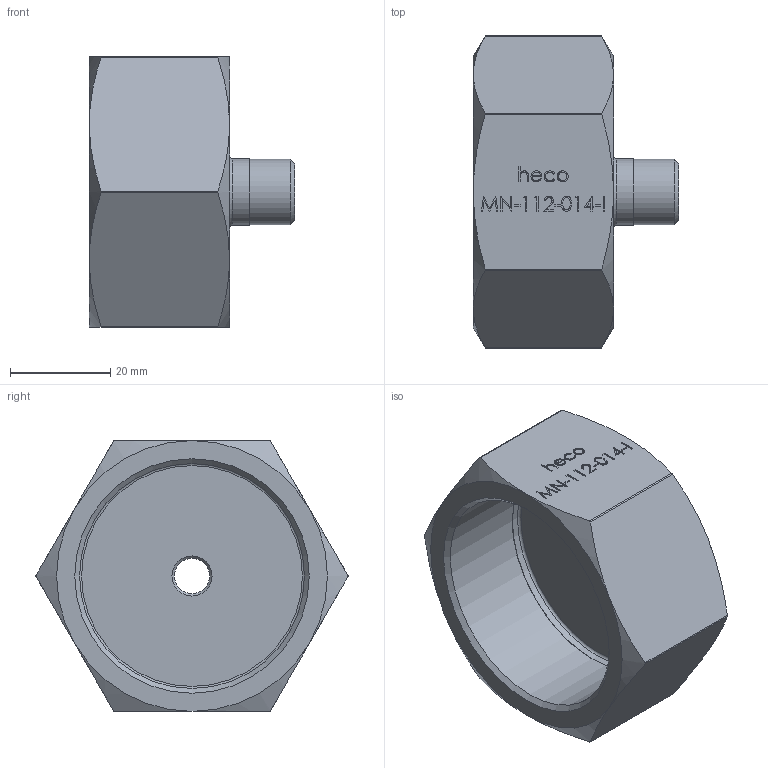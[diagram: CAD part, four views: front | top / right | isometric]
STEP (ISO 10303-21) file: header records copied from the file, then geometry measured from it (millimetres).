
FILE_DESCRIPTION (( 'STEP AP214' ), '1' );
FILE_NAME ('heco_MN-112-014-I.STEP', '2016-06-21T07:32:34', ( '' ), ( '' ), 'SwSTEP 2.0', 'SolidWorks 2011', '' );
FILE_SCHEMA (( 'AUTOMOTIVE_DESIGN' ));
Length unit declared in the file: millimetre
Products named in the file (1): heco_MN-112-014-I
Bounding box: 41 x 62.26 x 54 mm (x, y, z)
Volume: 38873.3 mm3; surface area: 13742 mm2
Topology: 1 solids, 1 shells, 200 faces, 506 edges, 332 vertices
Faces by surface type: plane 121, bspline 50, cone 16, cylinder 11, torus 2
Full cylindrical faces by diameter (mm): 7 x1, 13.157 x1, 13.357 x1, 44.845 x1, 45.045 x1
Entity records: 9166 total; most frequent: CARTESIAN_POINT 4286, ORIENTED_EDGE 986, DIRECTION 687, EDGE_CURVE 493, VERTEX_POINT 330, LINE 329, VECTOR 329, EDGE_LOOP 237
